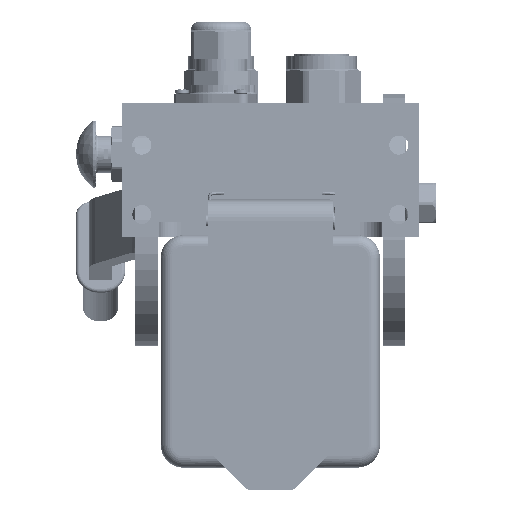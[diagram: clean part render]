
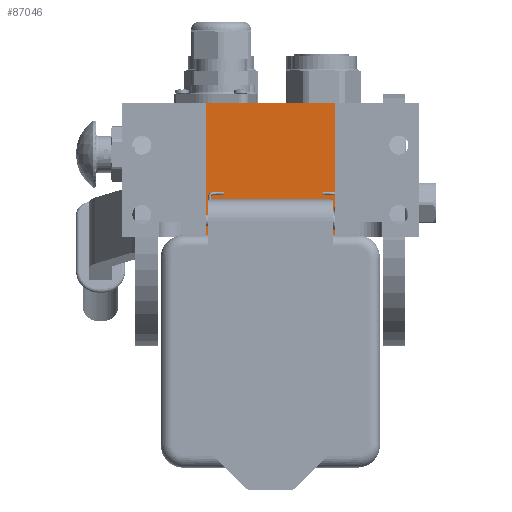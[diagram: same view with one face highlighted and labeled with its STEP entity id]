
A CAD part, left-side view. The second image highlights one B-rep face of the part: STEP entity #87046.
In plain terms, the highlighted face is planar.
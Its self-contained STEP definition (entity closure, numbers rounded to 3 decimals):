
#325 = EDGE_CURVE ( 'NONE', #37552, #54322, #97553, .T. ) ;
#1302 = DIRECTION ( 'NONE',  ( 0., 1., 0. ) ) ;
#9591 = DIRECTION ( 'NONE',  ( 0., 0., -1. ) ) ;
#9626 = ORIENTED_EDGE ( 'NONE', *, *, #58129, .F. ) ;
#13962 = DIRECTION ( 'NONE',  ( -1., 0., 0. ) ) ;
#21610 = DIRECTION ( 'NONE',  ( -1., 0., 0. ) ) ;
#29363 = VECTOR ( 'NONE', #89297, 1000. ) ;
#31921 = CARTESIAN_POINT ( 'NONE',  ( -29., 0., -107.5 ) ) ;
#33596 = CARTESIAN_POINT ( 'NONE',  ( 29., 0., -107.5 ) ) ;
#37552 = VERTEX_POINT ( 'NONE', #109536 ) ;
#47747 = LINE ( 'NONE', #59305, #70986 ) ;
#54322 = VERTEX_POINT ( 'NONE', #77086 ) ;
#54720 = ORIENTED_EDGE ( 'NONE', *, *, #325, .F. ) ;
#57738 = ORIENTED_EDGE ( 'NONE', *, *, #110641, .T. ) ;
#58129 = EDGE_CURVE ( 'NONE', #124647, #37552, #112876, .T. ) ;
#59305 = CARTESIAN_POINT ( 'NONE',  ( 29., 0., -107.5 ) ) ;
#59321 = VERTEX_POINT ( 'NONE', #64504 ) ;
#59925 = DIRECTION ( 'NONE',  ( -1., 0., 0. ) ) ;
#64504 = CARTESIAN_POINT ( 'NONE',  ( -29., 0., -107.5 ) ) ;
#65245 = EDGE_CURVE ( 'NONE', #124647, #59321, #47747, .T. ) ;
#65246 = EDGE_LOOP ( 'NONE', ( #57738, #54720, #9626, #84163 ) ) ;
#70986 = VECTOR ( 'NONE', #13962, 1000. ) ;
#77086 = CARTESIAN_POINT ( 'NONE',  ( -29., 60.2, -107.5 ) ) ;
#84163 = ORIENTED_EDGE ( 'NONE', *, *, #65245, .T. ) ;
#87046 = ADVANCED_FACE ( 'NONE', ( #90062 ), #101168, .T. ) ;
#89297 = DIRECTION ( 'NONE',  ( 0., 1., 0. ) ) ;
#90062 = FACE_OUTER_BOUND ( 'NONE', #65246, .T. ) ;
#97553 = LINE ( 'NONE', #128799, #146123 ) ;
#101168 = PLANE ( 'NONE',  #137777 ) ;
#109536 = CARTESIAN_POINT ( 'NONE',  ( 29., 60.2, -107.5 ) ) ;
#110641 = EDGE_CURVE ( 'NONE', #59321, #54322, #117524, .T. ) ;
#112876 = LINE ( 'NONE', #139064, #136187 ) ;
#113183 = CARTESIAN_POINT ( 'NONE',  ( 29., 0., -107.5 ) ) ;
#117524 = LINE ( 'NONE', #31921, #29363 ) ;
#124647 = VERTEX_POINT ( 'NONE', #33596 ) ;
#128799 = CARTESIAN_POINT ( 'NONE',  ( 29., 60.2, -107.5 ) ) ;
#136187 = VECTOR ( 'NONE', #1302, 1000. ) ;
#137777 = AXIS2_PLACEMENT_3D ( 'NONE', #113183, #9591, #21610 ) ;
#139064 = CARTESIAN_POINT ( 'NONE',  ( 29., 0., -107.5 ) ) ;
#146123 = VECTOR ( 'NONE', #59925, 1000. ) ;
